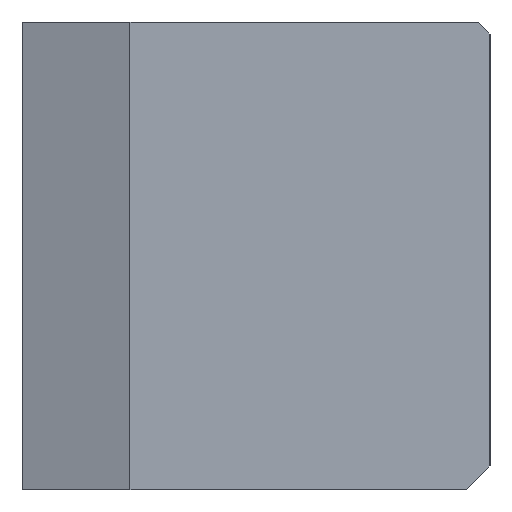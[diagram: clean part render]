
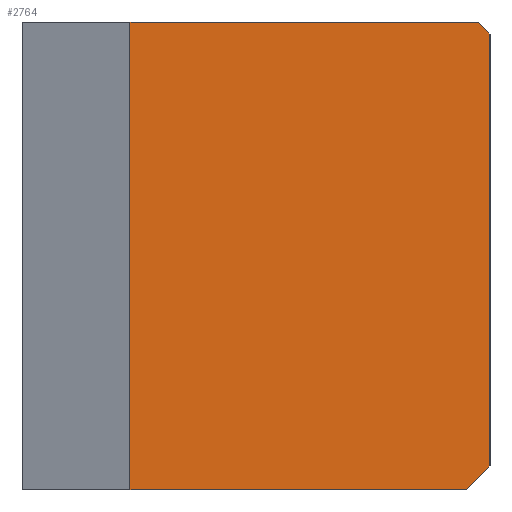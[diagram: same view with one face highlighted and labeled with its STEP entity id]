
A CAD part, left-side view. The second image highlights one B-rep face of the part: STEP entity #2764.
In plain terms, the highlighted planar face has unit normal (-1, 0, 0).
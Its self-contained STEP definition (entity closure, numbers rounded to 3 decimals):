
#124=FACE_OUTER_BOUND('',#3232,.T.);
#694=LINE('',#10239,#1672);
#697=LINE('',#10245,#1675);
#698=LINE('',#10248,#1676);
#699=LINE('',#10250,#1677);
#700=LINE('',#10252,#1678);
#701=LINE('',#10253,#1679);
#1672=VECTOR('',#8257,1.);
#1675=VECTOR('',#8262,1.);
#1676=VECTOR('',#8263,1.);
#1677=VECTOR('',#8264,1.);
#1678=VECTOR('',#8265,1.);
#1679=VECTOR('',#8266,1.);
#2413=PLANE('',#7407);
#2764=ADVANCED_FACE('',(#124),#2413,.F.);
#3232=EDGE_LOOP('',(#3880,#3881,#3882,#3883,#3884,#3885));
#3880=ORIENTED_EDGE('',*,*,#6581,.T.);
#3881=ORIENTED_EDGE('',*,*,#6582,.T.);
#3882=ORIENTED_EDGE('',*,*,#6583,.F.);
#3883=ORIENTED_EDGE('',*,*,#6584,.T.);
#3884=ORIENTED_EDGE('',*,*,#6578,.T.);
#3885=ORIENTED_EDGE('',*,*,#6585,.T.);
#5890=VERTEX_POINT('',#10240);
#5891=VERTEX_POINT('',#10241);
#5892=VERTEX_POINT('',#10246);
#5893=VERTEX_POINT('',#10247);
#5894=VERTEX_POINT('',#10249);
#5895=VERTEX_POINT('',#10251);
#6578=EDGE_CURVE('',#5890,#5891,#694,.T.);
#6581=EDGE_CURVE('',#5892,#5893,#697,.T.);
#6582=EDGE_CURVE('',#5893,#5894,#698,.T.);
#6583=EDGE_CURVE('',#5895,#5894,#699,.T.);
#6584=EDGE_CURVE('',#5895,#5890,#700,.T.);
#6585=EDGE_CURVE('',#5891,#5892,#701,.T.);
#7407=AXIS2_PLACEMENT_3D('',#10254,#8267,#8268);
#8257=DIRECTION('',(0.,0.,1.));
#8262=DIRECTION('',(0.,1.,0.));
#8263=DIRECTION('',(0.,0.,-1.));
#8264=DIRECTION('',(0.,1.,0.));
#8265=DIRECTION('',(0.,-0.707,0.707));
#8266=DIRECTION('',(0.,0.707,0.707));
#8267=DIRECTION('',(1.,0.,0.));
#8268=DIRECTION('',(0.,0.,-1.));
#10239=CARTESIAN_POINT('',(-500.,-14.5,-29.));
#10240=CARTESIAN_POINT('',(-500.,-14.5,-37.));
#10241=CARTESIAN_POINT('',(-500.,-14.5,-1.));
#10245=CARTESIAN_POINT('',(-500.,-14.5,0.));
#10246=CARTESIAN_POINT('',(-500.,-13.5,0.));
#10247=CARTESIAN_POINT('',(-500.,15.5,0.));
#10248=CARTESIAN_POINT('',(-500.,15.5,-29.));
#10249=CARTESIAN_POINT('',(-500.,15.5,-39.));
#10250=CARTESIAN_POINT('',(-500.,-14.5,-39.));
#10251=CARTESIAN_POINT('',(-500.,-12.5,-39.));
#10252=CARTESIAN_POINT('',(-500.,-12.5,-39.));
#10253=CARTESIAN_POINT('',(-500.,-14.5,-1.));
#10254=CARTESIAN_POINT('',(-500.,-14.5,-29.));
